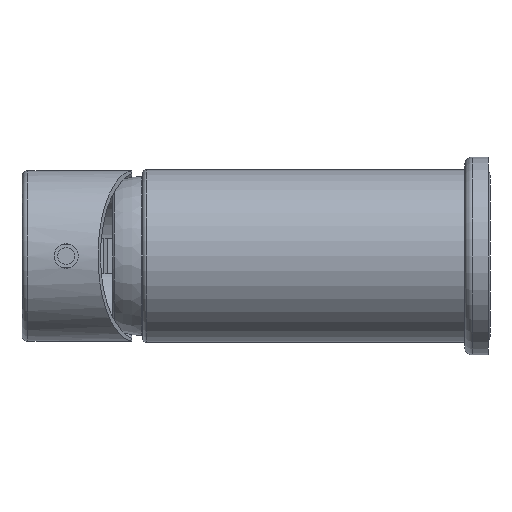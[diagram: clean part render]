
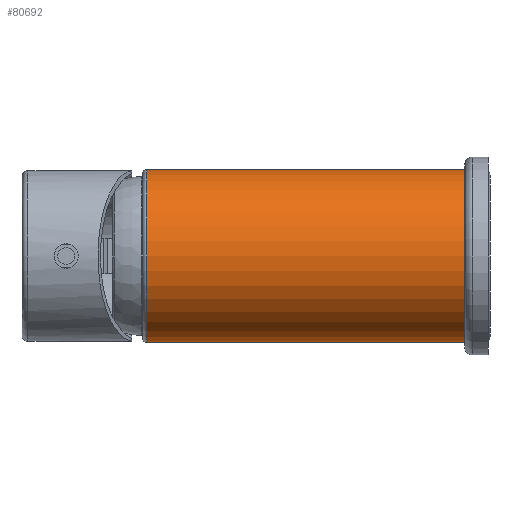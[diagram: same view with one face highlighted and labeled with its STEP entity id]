
A CAD part, left-side view. The second image highlights one B-rep face of the part: STEP entity #80692.
In plain terms, the highlighted cylindrical face has radius 21.75 mm (diameter 43.5 mm), a partial arc.
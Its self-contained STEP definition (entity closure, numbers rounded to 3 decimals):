
#2561 = CARTESIAN_POINT ( 'NONE',  ( 0., 10., -21.75 ) ) ;
#2726 = VERTEX_POINT ( 'NONE', #2561 ) ;
#3788 = DIRECTION ( 'NONE',  ( 0., -1., 0. ) ) ;
#4868 = ORIENTED_EDGE ( 'NONE', *, *, #18349, .T. ) ;
#9938 = ORIENTED_EDGE ( 'NONE', *, *, #12975, .F. ) ;
#10836 = CIRCLE ( 'NONE', #36532, 21.75 ) ;
#11625 = CIRCLE ( 'NONE', #41375, 21.75 ) ;
#11873 = DIRECTION ( 'NONE',  ( 0., 0., -1. ) ) ;
#12975 = EDGE_CURVE ( 'NONE', #46560, #2726, #10836, .T. ) ;
#14021 = CARTESIAN_POINT ( 'NONE',  ( 0., 90., 21.75 ) ) ;
#14563 = EDGE_LOOP ( 'NONE', ( #74598, #29869, #4868, #9938 ) ) ;
#18349 = EDGE_CURVE ( 'NONE', #18863, #2726, #60596, .T. ) ;
#18863 = VERTEX_POINT ( 'NONE', #25469 ) ;
#18894 = DIRECTION ( 'NONE',  ( 0., -1., 0. ) ) ;
#25469 = CARTESIAN_POINT ( 'NONE',  ( 0., 90., -21.75 ) ) ;
#28520 = AXIS2_PLACEMENT_3D ( 'NONE', #77405, #18894, #57409 ) ;
#28851 = CARTESIAN_POINT ( 'NONE',  ( 0., 10., 21.75 ) ) ;
#29198 = CARTESIAN_POINT ( 'NONE',  ( 0., 91., -21.75 ) ) ;
#29869 = ORIENTED_EDGE ( 'NONE', *, *, #81468, .T. ) ;
#36532 = AXIS2_PLACEMENT_3D ( 'NONE', #77604, #57893, #11873 ) ;
#40541 = FACE_OUTER_BOUND ( 'NONE', #14563, .T. ) ;
#41375 = AXIS2_PLACEMENT_3D ( 'NONE', #82999, #3788, #56363 ) ;
#46560 = VERTEX_POINT ( 'NONE', #28851 ) ;
#50812 = CYLINDRICAL_SURFACE ( 'NONE', #28520, 21.75 ) ;
#56363 = DIRECTION ( 'NONE',  ( 0., 0., 1. ) ) ;
#56370 = DIRECTION ( 'NONE',  ( 0., -1., 0. ) ) ;
#56447 = VECTOR ( 'NONE', #57932, 1000. ) ;
#56625 = EDGE_CURVE ( 'NONE', #75317, #46560, #66888, .T. ) ;
#57409 = DIRECTION ( 'NONE',  ( 0., 0., -1. ) ) ;
#57522 = CARTESIAN_POINT ( 'NONE',  ( 0., 91., 21.75 ) ) ;
#57893 = DIRECTION ( 'NONE',  ( 0., -1., 0. ) ) ;
#57932 = DIRECTION ( 'NONE',  ( 0., -1., 0. ) ) ;
#60596 = LINE ( 'NONE', #29198, #56447 ) ;
#66888 = LINE ( 'NONE', #57522, #72048 ) ;
#72048 = VECTOR ( 'NONE', #56370, 1000. ) ;
#74598 = ORIENTED_EDGE ( 'NONE', *, *, #56625, .F. ) ;
#75317 = VERTEX_POINT ( 'NONE', #14021 ) ;
#77405 = CARTESIAN_POINT ( 'NONE',  ( 0., 91., 0. ) ) ;
#77604 = CARTESIAN_POINT ( 'NONE',  ( 0., 10., 0. ) ) ;
#80692 = ADVANCED_FACE ( 'NONE', ( #40541 ), #50812, .T. ) ;
#81468 = EDGE_CURVE ( 'NONE', #75317, #18863, #11625, .T. ) ;
#82999 = CARTESIAN_POINT ( 'NONE',  ( 0., 90., 0. ) ) ;
